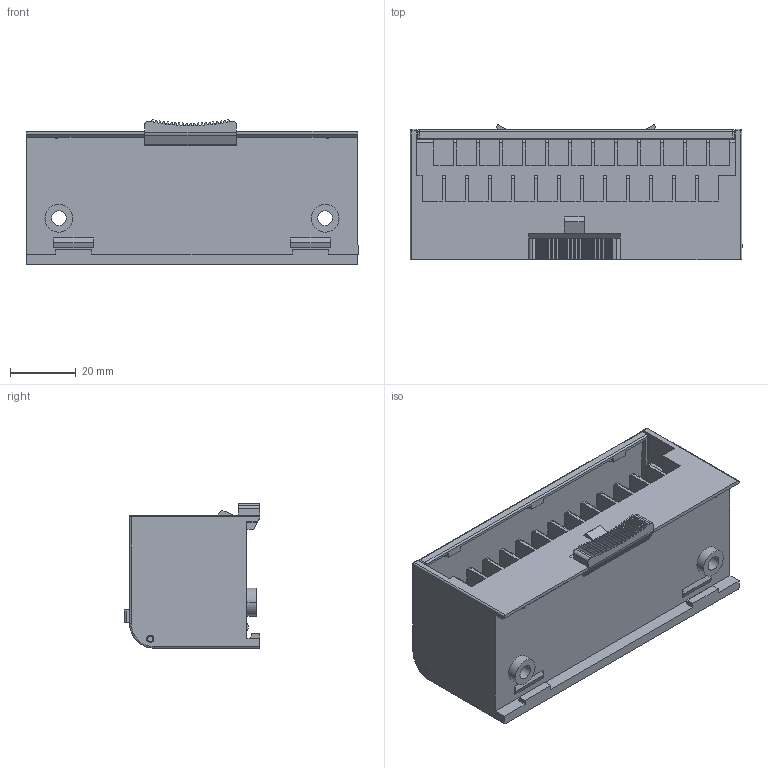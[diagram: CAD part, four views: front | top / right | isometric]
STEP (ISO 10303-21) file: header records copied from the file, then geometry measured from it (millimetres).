
FILE_DESCRIPTION (( 'STEP AP214' ), '1' );
FILE_NAME ('APCS-PHOX-IOT015-AD.STEP', '2024-04-04T15:54:13', ( '' ), ( '' ), 'SwSTEP 2.0', 'SolidWorks 2021', '' );
FILE_SCHEMA (( 'AUTOMOTIVE_DESIGN' ));
Length unit declared in the file: inch
Products named in the file (1): APCS-PHOX-IOT015-AD
Bounding box: 101 x 41.2 x 43.96 mm (x, y, z)
Volume: 99718.9 mm3; surface area: 34601.8 mm2
Topology: 2 solids, 2 shells, 694 faces, 1931 edges, 1236 vertices
Faces by surface type: plane 458, cylinder 175, bspline 61
Entity records: 23169 total; most frequent: CARTESIAN_POINT 5678, ORIENTED_EDGE 3834, DIRECTION 3398, EDGE_CURVE 1917, VECTOR 1466, LINE 1466, VERTEX_POINT 1236, AXIS2_PLACEMENT_3D 966
